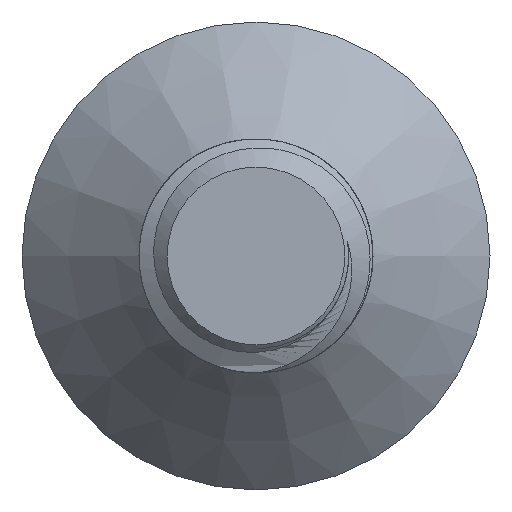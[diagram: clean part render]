
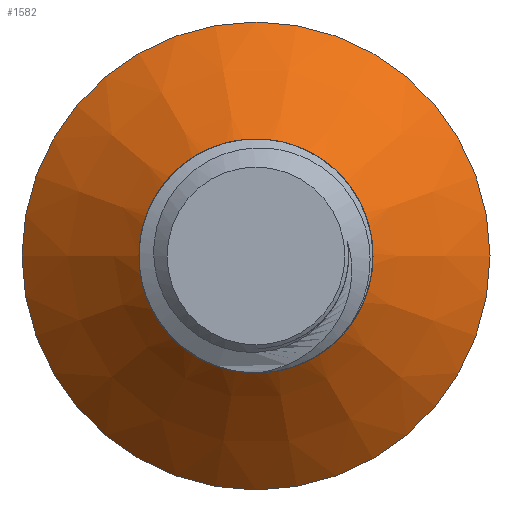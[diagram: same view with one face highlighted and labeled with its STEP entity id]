
A CAD part, left-side view. The second image highlights one B-rep face of the part: STEP entity #1582.
In plain terms, the highlighted conical face has half-angle 45 degrees and reference radius 2.5 mm.
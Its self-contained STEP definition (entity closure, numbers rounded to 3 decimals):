
#39=CONICAL_SURFACE('',#1690,2.5,0.785);
#114=FACE_OUTER_BOUND('',#203,.T.);
#203=EDGE_LOOP('',(#1226,#1227,#1228,#1229,#1230,#1231));
#225=CIRCLE('',#1619,2.5);
#229=CIRCLE('',#1691,5.);
#375=B_SPLINE_CURVE_WITH_KNOTS('',3,(#7022,#7023,#7024,#7025,#7026,#7027,
#7028,#7029,#7030,#7031,#7032,#7033,#7034,#7035,#7036,#7037,#7038,#7039,
#7040,#7041,#7042,#7043,#7044,#7045,#7046,#7047,#7048,#7049,#7050,#7051,
#7052,#7053,#7054,#7055),.UNSPECIFIED.,.F.,.F.,(4,2,2,2,2,2,2,2,2,2,2,2,
2,2,2,2,4),(0.187,0.195,0.26,0.305,
0.34,0.366,0.385,0.399,
0.409,0.42,0.426,0.431,
0.435,0.44,0.443,0.445,
0.447),.UNSPECIFIED.);
#449=LINE('',#6988,#531);
#450=LINE('',#7057,#532);
#531=VECTOR('',#1927,2.5);
#532=VECTOR('',#1936,2.5);
#549=VERTEX_POINT('',#2013);
#550=VERTEX_POINT('',#2034);
#686=VERTEX_POINT('',#6987);
#691=VERTEX_POINT('',#7056);
#709=EDGE_CURVE('',#550,#549,#225,.T.);
#910=EDGE_CURVE('',#549,#686,#449,.T.);
#916=EDGE_CURVE('',#686,#550,#375,.T.);
#917=EDGE_CURVE('',#691,#549,#450,.T.);
#918=EDGE_CURVE('',#691,#691,#229,.T.);
#1226=ORIENTED_EDGE('',*,*,#910,.T.);
#1227=ORIENTED_EDGE('',*,*,#916,.T.);
#1228=ORIENTED_EDGE('',*,*,#709,.T.);
#1229=ORIENTED_EDGE('',*,*,#917,.F.);
#1230=ORIENTED_EDGE('',*,*,#918,.F.);
#1231=ORIENTED_EDGE('',*,*,#917,.T.);
#1582=ADVANCED_FACE('',(#114),#39,.T.);
#1619=AXIS2_PLACEMENT_3D('',#2035,#1726,#1727);
#1690=AXIS2_PLACEMENT_3D('',#7021,#1934,#1935);
#1691=AXIS2_PLACEMENT_3D('',#7058,#1937,#1938);
#1726=DIRECTION('center_axis',(0.,0.,1.));
#1727=DIRECTION('ref_axis',(0.,-1.,0.));
#1927=DIRECTION('',(0.,-0.707,-0.707));
#1934=DIRECTION('center_axis',(0.,0.,1.));
#1935=DIRECTION('ref_axis',(0.,-1.,0.));
#1936=DIRECTION('',(0.,-0.707,-0.707));
#1937=DIRECTION('center_axis',(0.,0.,1.));
#1938=DIRECTION('ref_axis',(0.,-1.,0.));
#2013=CARTESIAN_POINT('',(0.,2.5,-2.8));
#2034=CARTESIAN_POINT('',(1.768,1.768,-2.8));
#2035=CARTESIAN_POINT('Origin',(0.,0.,-2.8));
#6987=CARTESIAN_POINT('',(0.,2.056,-3.244));
#6988=CARTESIAN_POINT('',(0.,2.5,-2.8));
#7021=CARTESIAN_POINT('Origin',(0.,0.,-2.8));
#7022=CARTESIAN_POINT('Ctrl Pts',(0.,2.056,
-3.244));
#7023=CARTESIAN_POINT('Ctrl Pts',(-0.035,2.058,
-3.242));
#7024=CARTESIAN_POINT('Ctrl Pts',(-0.071,2.058,-3.241));
#7025=CARTESIAN_POINT('Ctrl Pts',(-0.382,2.053,-3.229));
#7026=CARTESIAN_POINT('Ctrl Pts',(-0.652,1.996,-3.218));
#7027=CARTESIAN_POINT('Ctrl Pts',(-1.077,1.813,-3.2));
#7028=CARTESIAN_POINT('Ctrl Pts',(-1.324,1.679,-3.19));
#7029=CARTESIAN_POINT('Ctrl Pts',(-1.757,1.24,-3.167));
#7030=CARTESIAN_POINT('Ctrl Pts',(-1.908,1.013,-3.157));
#7031=CARTESIAN_POINT('Ctrl Pts',(-2.091,0.582,-3.139));
#7032=CARTESIAN_POINT('Ctrl Pts',(-2.183,0.3,-3.128));
#7033=CARTESIAN_POINT('Ctrl Pts',(-2.186,-0.344,
-3.105));
#7034=CARTESIAN_POINT('Ctrl Pts',(-2.135,-0.619,
-3.094));
#7035=CARTESIAN_POINT('Ctrl Pts',(-1.963,-1.062,-3.077));
#7036=CARTESIAN_POINT('Ctrl Pts',(-1.831,-1.337,-3.066));
#7037=CARTESIAN_POINT('Ctrl Pts',(-1.369,-1.817,-3.043));
#7038=CARTESIAN_POINT('Ctrl Pts',(-1.135,-1.984,-3.032));
#7039=CARTESIAN_POINT('Ctrl Pts',(-0.603,-2.229,
-3.011));
#7040=CARTESIAN_POINT('Ctrl Pts',(-0.306,-2.299,
-3.));
#7041=CARTESIAN_POINT('Ctrl Pts',(0.169,-2.316,-2.985));
#7042=CARTESIAN_POINT('Ctrl Pts',(0.472,-2.308,-2.974));
#7043=CARTESIAN_POINT('Ctrl Pts',(1.124,-2.087,-2.95));
#7044=CARTESIAN_POINT('Ctrl Pts',(1.395,-1.93,-2.939));
#7045=CARTESIAN_POINT('Ctrl Pts',(1.822,-1.553,-2.921));
#7046=CARTESIAN_POINT('Ctrl Pts',(2.017,-1.323,-2.911));
#7047=CARTESIAN_POINT('Ctrl Pts',(2.316,-0.745,-2.888));
#7048=CARTESIAN_POINT('Ctrl Pts',(2.405,-0.434,-2.877));
#7049=CARTESIAN_POINT('Ctrl Pts',(2.453,0.17,-2.858));
#7050=CARTESIAN_POINT('Ctrl Pts',(2.427,0.48,-2.848));
#7051=CARTESIAN_POINT('Ctrl Pts',(2.278,0.971,-2.831));
#7052=CARTESIAN_POINT('Ctrl Pts',(2.204,1.142,-2.825));
#7053=CARTESIAN_POINT('Ctrl Pts',(2.037,1.434,-2.814));
#7054=CARTESIAN_POINT('Ctrl Pts',(1.929,1.596,-2.807));
#7055=CARTESIAN_POINT('Ctrl Pts',(1.768,1.768,-2.8));
#7056=CARTESIAN_POINT('',(0.,5.,-0.3));
#7057=CARTESIAN_POINT('',(0.,2.5,-2.8));
#7058=CARTESIAN_POINT('Origin',(0.,0.,-0.3));
